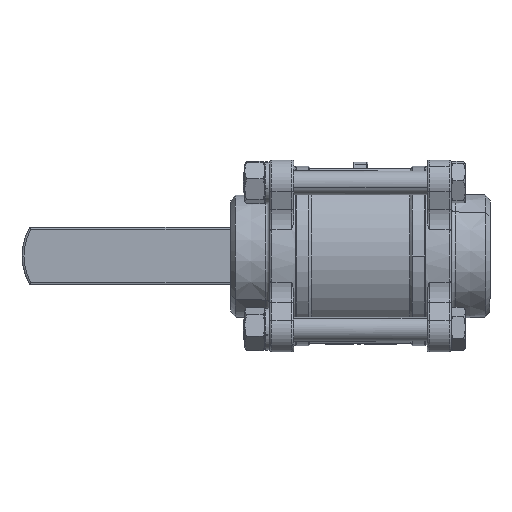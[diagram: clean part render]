
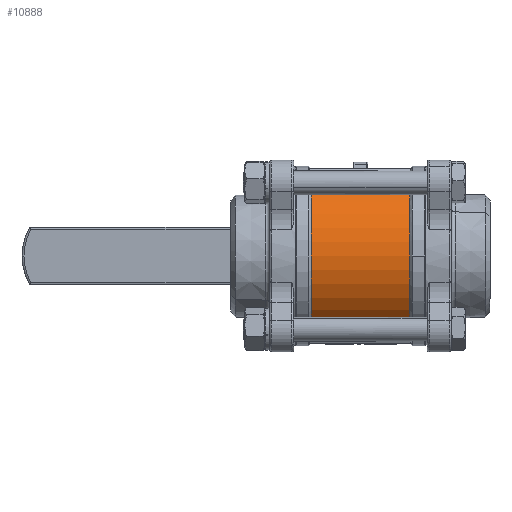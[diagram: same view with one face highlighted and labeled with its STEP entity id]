
A CAD part, front view. The second image highlights one B-rep face of the part: STEP entity #10888.
In plain terms, the highlighted cylindrical face has radius 43.9 mm (diameter 87.8 mm), a partial arc.
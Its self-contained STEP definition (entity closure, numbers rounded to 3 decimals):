
#10749 = VERTEX_POINT ( 'NONE', #63266 ) ;
#10827 = VERTEX_POINT ( 'NONE', #63591 ) ;
#10829 = EDGE_CURVE ( 'NONE', #10827, #10749, #63593, .T. ) ;
#10832 = EDGE_LOOP ( 'NONE', ( #10889, #10892, #10894, #10895 ) ) ;
#10888 = ADVANCED_FACE ( 'NONE', ( #63673 ), #63672, .T. ) ;
#10889 = ORIENTED_EDGE ( 'NONE', *, *, #10890, .T. ) ;
#10890 = EDGE_CURVE ( 'NONE', #10909, #10891, #63729, .T. ) ;
#10891 = VERTEX_POINT ( 'NONE', #63730 ) ;
#10892 = ORIENTED_EDGE ( 'NONE', *, *, #10893, .F. ) ;
#10893 = EDGE_CURVE ( 'NONE', #10749, #10891, #63724, .T. ) ;
#10894 = ORIENTED_EDGE ( 'NONE', *, *, #10829, .F. ) ;
#10895 = ORIENTED_EDGE ( 'NONE', *, *, #10908, .F. ) ;
#10908 = EDGE_CURVE ( 'NONE', #10909, #10827, #63704, .T. ) ;
#10909 = VERTEX_POINT ( 'NONE', #63700 ) ;
#63266 = CARTESIAN_POINT ( 'NONE',  ( -24.8, -10.775, 42.557 ) ) ;
#63583 = DIRECTION ( 'NONE',  ( 0., 0., 1. ) ) ;
#63584 = DIRECTION ( 'NONE',  ( -1., 0., 0. ) ) ;
#63585 = CARTESIAN_POINT ( 'NONE',  ( -24.8, 0., 0. ) ) ;
#63586 = AXIS2_PLACEMENT_3D ( 'NONE', #63585, #63584, #63583 ) ;
#63591 = CARTESIAN_POINT ( 'NONE',  ( -24.8, -10.775, -42.557 ) ) ;
#63593 = CIRCLE ( 'NONE', #63586, 43.9 ) ;
#63669 = DIRECTION ( 'NONE',  ( -1., 0., 0. ) ) ;
#63670 = CARTESIAN_POINT ( 'NONE',  ( 24.8, 0., 0. ) ) ;
#63671 = AXIS2_PLACEMENT_3D ( 'NONE', #63670, #63669, #63731 ) ;
#63672 = CYLINDRICAL_SURFACE ( 'NONE', #63671, 43.9 ) ;
#63673 = FACE_OUTER_BOUND ( 'NONE', #10832, .T. ) ;
#63700 = CARTESIAN_POINT ( 'NONE',  ( 24.8, -10.775, -42.557 ) ) ;
#63701 = DIRECTION ( 'NONE',  ( -1., 0., 0. ) ) ;
#63702 = VECTOR ( 'NONE', #63701, 1000. ) ;
#63703 = CARTESIAN_POINT ( 'NONE',  ( 0., -10.775, -42.557 ) ) ;
#63704 = LINE ( 'NONE', #63703, #63702 ) ;
#63721 = DIRECTION ( 'NONE',  ( 1., 0., 0. ) ) ;
#63722 = VECTOR ( 'NONE', #63721, 1000. ) ;
#63723 = CARTESIAN_POINT ( 'NONE',  ( 0., -10.775, 42.557 ) ) ;
#63724 = LINE ( 'NONE', #63723, #63722 ) ;
#63725 = DIRECTION ( 'NONE',  ( 0., 0., -1. ) ) ;
#63726 = DIRECTION ( 'NONE',  ( -1., 0., 0. ) ) ;
#63727 = CARTESIAN_POINT ( 'NONE',  ( 24.8, 0., 0. ) ) ;
#63728 = AXIS2_PLACEMENT_3D ( 'NONE', #63727, #63726, #63725 ) ;
#63729 = CIRCLE ( 'NONE', #63728, 43.9 ) ;
#63730 = CARTESIAN_POINT ( 'NONE',  ( 24.8, -10.775, 42.557 ) ) ;
#63731 = DIRECTION ( 'NONE',  ( 0., 0., 1. ) ) ;
